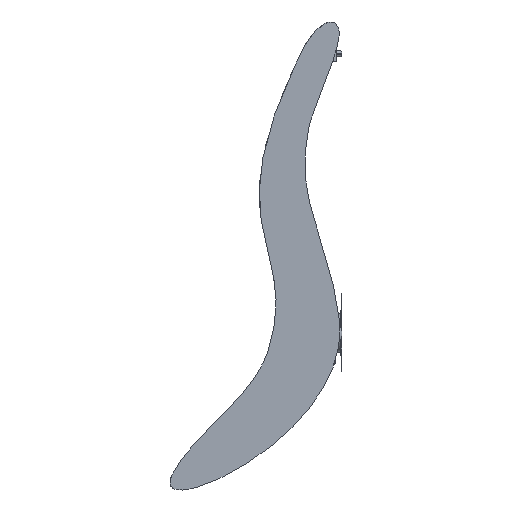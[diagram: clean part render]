
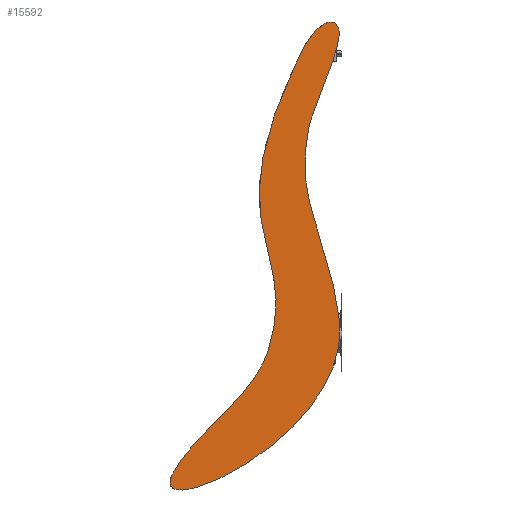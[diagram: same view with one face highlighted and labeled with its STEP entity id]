
A CAD part, left-side view. The second image highlights one B-rep face of the part: STEP entity #15592.
In plain terms, the highlighted face is planar.
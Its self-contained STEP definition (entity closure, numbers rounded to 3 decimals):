
#99 = DIRECTION ( 'NONE',  ( -1., 0., 0. ) ) ;
#101 = CARTESIAN_POINT ( 'NONE',  ( 5., 137.388, 70.162 ) ) ;
#933 = CARTESIAN_POINT ( 'NONE',  ( 5., 96.021, 297.22 ) ) ;
#1193 = CARTESIAN_POINT ( 'NONE',  ( 5., 186.213, 649.476 ) ) ;
#2104 = EDGE_LOOP ( 'NONE', ( #13101, #2877 ) ) ;
#2627 = CARTESIAN_POINT ( 'NONE',  ( 5., -52.647, 1562.057 ) ) ;
#2660 = VERTEX_POINT ( 'NONE', #17171 ) ;
#2877 = ORIENTED_EDGE ( 'NONE', *, *, #17139, .F. ) ;
#3074 = CARTESIAN_POINT ( 'NONE',  ( 5., 640.321, 1707.098 ) ) ;
#3139 = CARTESIAN_POINT ( 'NONE',  ( 5., 0., 0. ) ) ;
#4298 = VERTEX_POINT ( 'NONE', #17679 ) ;
#4573 = CARTESIAN_POINT ( 'NONE',  ( 5., 324.977, 1413.804 ) ) ;
#5606 = AXIS2_PLACEMENT_3D ( 'NONE', #10590, #99, #10649 ) ;
#5721 = CARTESIAN_POINT ( 'NONE',  ( 5., -1.043, 1113.035 ) ) ;
#6117 = CARTESIAN_POINT ( 'NONE',  ( 5., 268.622, 1222.368 ) ) ;
#7034 = CARTESIAN_POINT ( 'NONE',  ( 5., 0., 0. ) ) ;
#9148 = CARTESIAN_POINT ( 'NONE',  ( 5., 500.419, 793.98 ) ) ;
#10590 = CARTESIAN_POINT ( 'NONE',  ( 5., 293.675, 763.249 ) ) ;
#10618 = B_SPLINE_CURVE_WITH_KNOTS ( 'NONE', 3,
 ( #3074, #13641, #4573, #6117, #18204, #9148, #101, #10650, #12198, #3139 ),
 .UNSPECIFIED., .F., .F.,
 ( 4, 3, 3, 4 ),
 ( 0., 1., 2., 3. ),
 .UNSPECIFIED. ) ;
#10649 = DIRECTION ( 'NONE',  ( 0., 0., -1. ) ) ;
#10650 = CARTESIAN_POINT ( 'NONE',  ( 5., 104.661, 4.911 ) ) ;
#11669 = CARTESIAN_POINT ( 'NONE',  ( 5., 35.382, 796.096 ) ) ;
#12157 = B_SPLINE_CURVE_WITH_KNOTS ( 'NONE', 3,
 ( #7034, #12987, #933, #15997, #1193, #11669, #5721, #2627, #19005, #16139 ),
 .UNSPECIFIED., .F., .F.,
 ( 4, 3, 3, 4 ),
 ( 3., 4., 5., 6. ),
 .UNSPECIFIED. ) ;
#12198 = CARTESIAN_POINT ( 'NONE',  ( 5., 22.772, -76.298 ) ) ;
#12987 = CARTESIAN_POINT ( 'NONE',  ( 5., -13.173, 61.383 ) ) ;
#13101 = ORIENTED_EDGE ( 'NONE', *, *, #14207, .F. ) ;
#13641 = CARTESIAN_POINT ( 'NONE',  ( 5., 563.12, 1551.84 ) ) ;
#14207 = EDGE_CURVE ( 'NONE', #2660, #4298, #10618, .T. ) ;
#15592 = ADVANCED_FACE ( 'NONE', ( #17005 ), #18136, .F. ) ;
#15997 = CARTESIAN_POINT ( 'NONE',  ( 5., 111.015, 355.781 ) ) ;
#16139 = CARTESIAN_POINT ( 'NONE',  ( 5., 640.321, 1707.098 ) ) ;
#17005 = FACE_OUTER_BOUND ( 'NONE', #2104, .T. ) ;
#17139 = EDGE_CURVE ( 'NONE', #4298, #2660, #12157, .T. ) ;
#17171 = CARTESIAN_POINT ( 'NONE',  ( 5., 640.321, 1707.098 ) ) ;
#17679 = CARTESIAN_POINT ( 'NONE',  ( 5., 0., 0. ) ) ;
#18136 = PLANE ( 'NONE',  #5606 ) ;
#18204 = CARTESIAN_POINT ( 'NONE',  ( 5., 147.377, 810.507 ) ) ;
#19005 = CARTESIAN_POINT ( 'NONE',  ( 5., 744.088, 1915.783 ) ) ;
